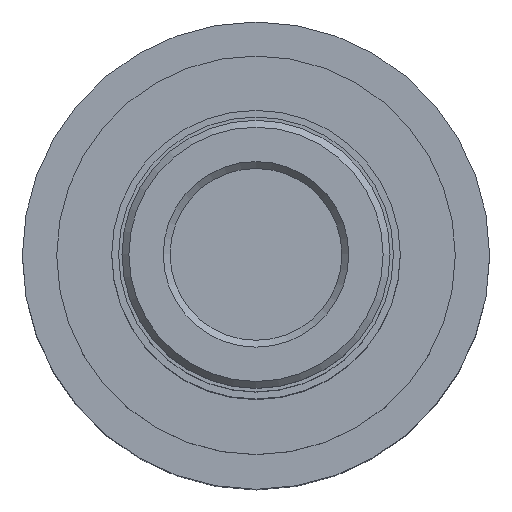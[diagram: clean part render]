
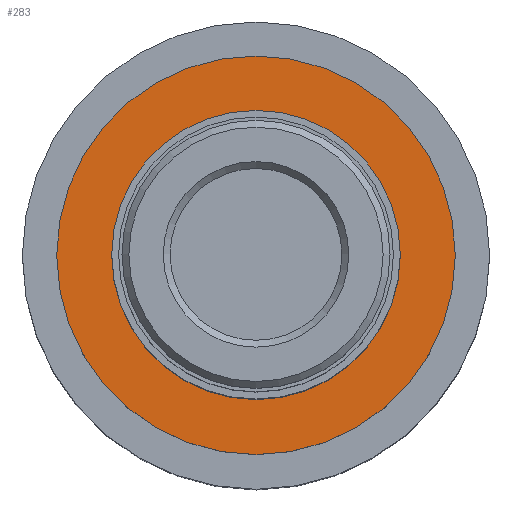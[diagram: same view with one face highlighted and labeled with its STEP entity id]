
A CAD part, top view. The second image highlights one B-rep face of the part: STEP entity #283.
In plain terms, the highlighted planar face has unit normal (0, 0, 1).
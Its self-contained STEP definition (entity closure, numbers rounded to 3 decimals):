
#249=CARTESIAN_POINT('',(0.,10.5,59.5));
#250=VERTEX_POINT('',#249);
#251=CARTESIAN_POINT('',(0.,0.,59.5));
#252=DIRECTION('',(0.0,0.0,1.0));
#253=DIRECTION('',(0.0,1.0,0.0));
#254=AXIS2_PLACEMENT_3D('',#251,#252,#253);
#255=CIRCLE('',#254,10.5);
#256=EDGE_CURVE('',#250,#250,#255,.T.);
#264=CARTESIAN_POINT('',(0.,12.5,59.5));
#265=DIRECTION('',(0.0,0.0,-1.0));
#266=DIRECTION('',(-1.0,0.0,0.0));
#267=AXIS2_PLACEMENT_3D('',#264,#265,#266);
#268=PLANE('',#267);
#269=CARTESIAN_POINT('',(0.,14.5,59.5));
#270=VERTEX_POINT('',#269);
#271=CARTESIAN_POINT('',(0.,0.,59.5));
#272=DIRECTION('',(0.0,0.0,1.0));
#273=DIRECTION('',(0.0,1.0,0.0));
#274=AXIS2_PLACEMENT_3D('',#271,#272,#273);
#275=CIRCLE('',#274,14.5);
#276=EDGE_CURVE('',#270,#270,#275,.T.);
#277=ORIENTED_EDGE('',*,*,#276,.T.);
#278=EDGE_LOOP('',(#277));
#279=FACE_OUTER_BOUND('',#278,.T.);
#280=ORIENTED_EDGE('',*,*,#256,.F.);
#281=EDGE_LOOP('',(#280));
#282=FACE_BOUND('',#281,.T.);
#283=ADVANCED_FACE('',(#279,#282),#268,.F.);
